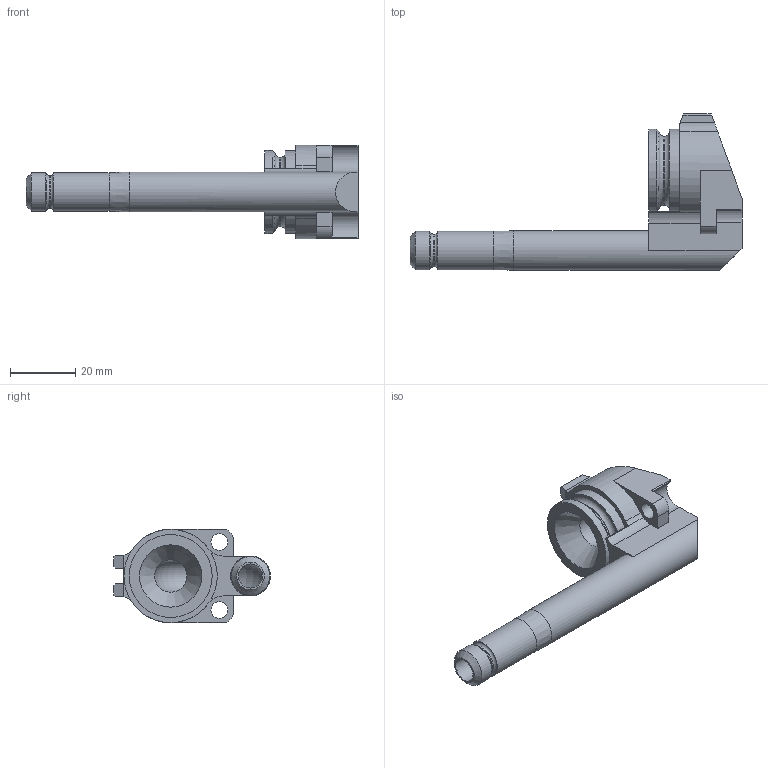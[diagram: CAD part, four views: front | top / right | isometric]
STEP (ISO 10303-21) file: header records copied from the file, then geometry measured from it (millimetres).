
FILE_DESCRIPTION(/* description */ (''),/* implementation_level */ '2;1');
FILE_NAME(/* name */ 'SLIDE_REAR[1.1].step',/* time_stamp */ '2021-03-02T07:52:52-05:00',/* author */ (''),/* organization */ (''),/* preprocessor_version */ 'ST-DEVELOPER v18.1',/* originating_system */ 'Autodesk Translation Framework v9.7.0.1280',/* authorisation */ '');
FILE_SCHEMA (('AUTOMOTIVE_DESIGN { 1 0 10303 214 3 1 1 }'));
Length unit declared in the file: millimetre
Products named in the file (3): SLIDE_REAR[1.1]; Component1; Component2
Assembly tree (2 placements, depth 3):
  SLIDE_REAR[1.1]
    Component1
      Component2
Bounding box: 101.6 x 47.99 x 28.57 mm (x, y, z)
Volume: 19759.6 mm3; surface area: 12158.8 mm2
Topology: 1 solids, 1 shells, 79 faces, 212 edges, 138 vertices
Faces by surface type: plane 36, cylinder 32, cone 6, torus 5
Full cylindrical faces by diameter (mm): 5.08 x2, 7.366 x1, 9.906 x1, 11.811 x2, 12.192 x1, 21.082 x1, 25.4 x2
Entity records: 2603 total; most frequent: DIRECTION 470, CARTESIAN_POINT 455, ORIENTED_EDGE 426, EDGE_CURVE 213, AXIS2_PLACEMENT_3D 177, VERTEX_POINT 138, LINE 116, VECTOR 116
